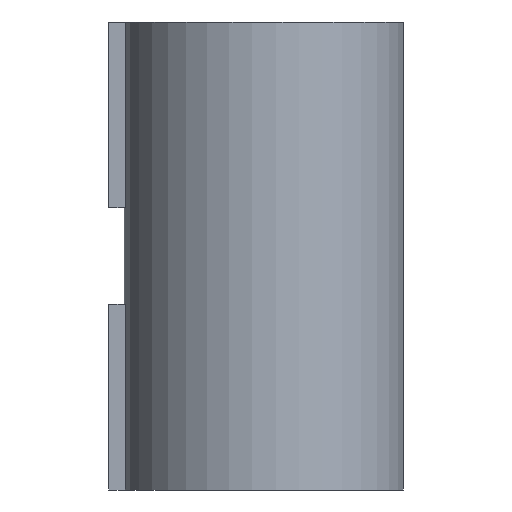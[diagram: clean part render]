
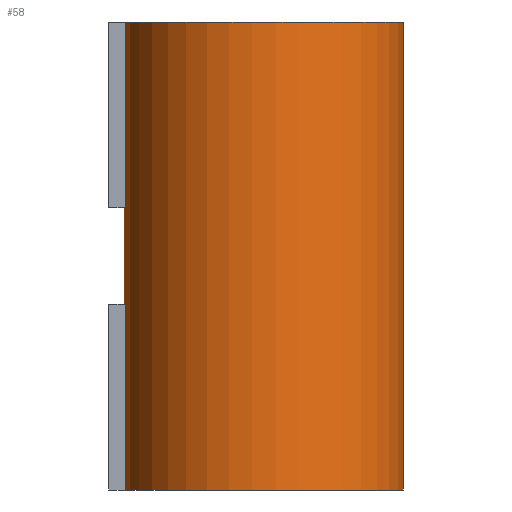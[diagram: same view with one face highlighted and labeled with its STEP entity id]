
A CAD part, left-side view. The second image highlights one B-rep face of the part: STEP entity #58.
In plain terms, the highlighted cylindrical face has radius 9 mm (diameter 18 mm), a partial arc.
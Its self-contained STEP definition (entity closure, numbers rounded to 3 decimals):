
#58 = ADVANCED_FACE( '', ( #116 ), #117, .T. );
#116 = FACE_OUTER_BOUND( '', #171, .T. );
#117 = CYLINDRICAL_SURFACE( '', #172, 9. );
#171 = EDGE_LOOP( '', ( #271, #272, #273, #274, #275, #276, #277, #278, #279, #280, #281, #282 ) );
#172 = AXIS2_PLACEMENT_3D( '', #283, #284, #285 );
#271 = ORIENTED_EDGE( '', *, *, #379, .F. );
#272 = ORIENTED_EDGE( '', *, *, #344, .F. );
#273 = ORIENTED_EDGE( '', *, *, #355, .F. );
#274 = ORIENTED_EDGE( '', *, *, #384, .F. );
#275 = ORIENTED_EDGE( '', *, *, #385, .F. );
#276 = ORIENTED_EDGE( '', *, *, #372, .F. );
#277 = ORIENTED_EDGE( '', *, *, #386, .F. );
#278 = ORIENTED_EDGE( '', *, *, #362, .T. );
#279 = ORIENTED_EDGE( '', *, *, #365, .T. );
#280 = ORIENTED_EDGE( '', *, *, #387, .T. );
#281 = ORIENTED_EDGE( '', *, *, #346, .T. );
#282 = ORIENTED_EDGE( '', *, *, #359, .T. );
#283 = CARTESIAN_POINT( '', ( 0., 0., 30. ) );
#284 = DIRECTION( '', ( 0., 0., 1. ) );
#285 = DIRECTION( '', ( -1., 0., 0. ) );
#344 = EDGE_CURVE( '', #404, #399, #406, .T. );
#346 = EDGE_CURVE( '', #408, #409, #410, .T. );
#355 = EDGE_CURVE( '', #423, #404, #425, .F. );
#359 = EDGE_CURVE( '', #409, #430, #432, .T. );
#362 = EDGE_CURVE( '', #437, #435, #438, .T. );
#365 = EDGE_CURVE( '', #435, #441, #442, .F. );
#372 = EDGE_CURVE( '', #452, #447, #454, .T. );
#379 = EDGE_CURVE( '', #399, #430, #463, .T. );
#384 = EDGE_CURVE( '', #469, #423, #470, .T. );
#385 = EDGE_CURVE( '', #447, #469, #471, .T. );
#386 = EDGE_CURVE( '', #437, #452, #472, .F. );
#387 = EDGE_CURVE( '', #441, #408, #473, .T. );
#399 = VERTEX_POINT( '', #485 );
#404 = VERTEX_POINT( '', #491 );
#406 = CIRCLE( '', #494, 9. );
#408 = VERTEX_POINT( '', #496 );
#409 = VERTEX_POINT( '', #497 );
#410 = LINE( '', #498, #499 );
#423 = VERTEX_POINT( '', #518 );
#425 = LINE( '', #521, #522 );
#430 = VERTEX_POINT( '', #527 );
#432 = CIRCLE( '', #530, 9. );
#435 = VERTEX_POINT( '', #534 );
#437 = VERTEX_POINT( '', #537 );
#438 = CIRCLE( '', #538, 9. );
#441 = VERTEX_POINT( '', #542 );
#442 = LINE( '', #543, #544 );
#447 = VERTEX_POINT( '', #551 );
#452 = VERTEX_POINT( '', #557 );
#454 = CIRCLE( '', #560, 9. );
#463 = LINE( '', #572, #573 );
#469 = VERTEX_POINT( '', #581 );
#470 = CIRCLE( '', #582, 9. );
#471 = LINE( '', #583, #584 );
#472 = LINE( '', #585, #586 );
#473 = CIRCLE( '', #587, 9. );
#485 = CARTESIAN_POINT( '', ( -1.25, -8.913, 30. ) );
#491 = CARTESIAN_POINT( '', ( -1.2, 8.92, 30. ) );
#494 = AXIS2_PLACEMENT_3D( '', #607, #608, #609 );
#496 = CARTESIAN_POINT( '', ( -1.2, 8.92, 11.9 ) );
#497 = CARTESIAN_POINT( '', ( -1.2, 8.92, 0. ) );
#498 = CARTESIAN_POINT( '', ( -1.2, 8.92, 30. ) );
#499 = VECTOR( '', #610, 1000. );
#518 = CARTESIAN_POINT( '', ( -1.2, 8.92, 18.1 ) );
#521 = CARTESIAN_POINT( '', ( -1.2, 8.92, 30. ) );
#522 = VECTOR( '', #618, 1000. );
#527 = CARTESIAN_POINT( '', ( -1.25, -8.913, 0. ) );
#530 = AXIS2_PLACEMENT_3D( '', #623, #624, #625 );
#534 = CARTESIAN_POINT( '', ( 1.2, 8.92, 0. ) );
#537 = CARTESIAN_POINT( '', ( 1.25, -8.913, 0. ) );
#538 = AXIS2_PLACEMENT_3D( '', #628, #629, #630 );
#542 = CARTESIAN_POINT( '', ( 1.2, 8.92, 11.9 ) );
#543 = CARTESIAN_POINT( '', ( 1.2, 8.92, 30. ) );
#544 = VECTOR( '', #632, 1000. );
#551 = CARTESIAN_POINT( '', ( 1.2, 8.92, 30. ) );
#557 = CARTESIAN_POINT( '', ( 1.25, -8.913, 30. ) );
#560 = AXIS2_PLACEMENT_3D( '', #640, #641, #642 );
#572 = CARTESIAN_POINT( '', ( -1.25, -8.913, 30. ) );
#573 = VECTOR( '', #649, 1000. );
#581 = CARTESIAN_POINT( '', ( 1.2, 8.92, 18.1 ) );
#582 = AXIS2_PLACEMENT_3D( '', #652, #653, #654 );
#583 = CARTESIAN_POINT( '', ( 1.2, 8.92, 30. ) );
#584 = VECTOR( '', #655, 1000. );
#585 = CARTESIAN_POINT( '', ( 1.25, -8.913, 30. ) );
#586 = VECTOR( '', #656, 1000. );
#587 = AXIS2_PLACEMENT_3D( '', #657, #658, #659 );
#607 = CARTESIAN_POINT( '', ( 0., 0., 30. ) );
#608 = DIRECTION( '', ( 0., 0., 1. ) );
#609 = DIRECTION( '', ( 1., 0., 0. ) );
#610 = DIRECTION( '', ( 0., 0., -1. ) );
#618 = DIRECTION( '', ( 0., 0., -1. ) );
#623 = CARTESIAN_POINT( '', ( 0., 0., 0. ) );
#624 = DIRECTION( '', ( 0., 0., 1. ) );
#625 = DIRECTION( '', ( 1., 0., 0. ) );
#628 = CARTESIAN_POINT( '', ( 0., 0., 0. ) );
#629 = DIRECTION( '', ( 0., 0., 1. ) );
#630 = DIRECTION( '', ( 1., 0., 0. ) );
#632 = DIRECTION( '', ( 0., 0., -1. ) );
#640 = CARTESIAN_POINT( '', ( 0., 0., 30. ) );
#641 = DIRECTION( '', ( 0., 0., 1. ) );
#642 = DIRECTION( '', ( 1., 0., 0. ) );
#649 = DIRECTION( '', ( 0., 0., -1. ) );
#652 = CARTESIAN_POINT( '', ( 0., 0., 18.1 ) );
#653 = DIRECTION( '', ( 0., 0., 1. ) );
#654 = DIRECTION( '', ( 1., 0., 0. ) );
#655 = DIRECTION( '', ( 0., 0., -1. ) );
#656 = DIRECTION( '', ( 0., 0., -1. ) );
#657 = CARTESIAN_POINT( '', ( 0., 0., 11.9 ) );
#658 = DIRECTION( '', ( 0., 0., 1. ) );
#659 = DIRECTION( '', ( 1., 0., 0. ) );
